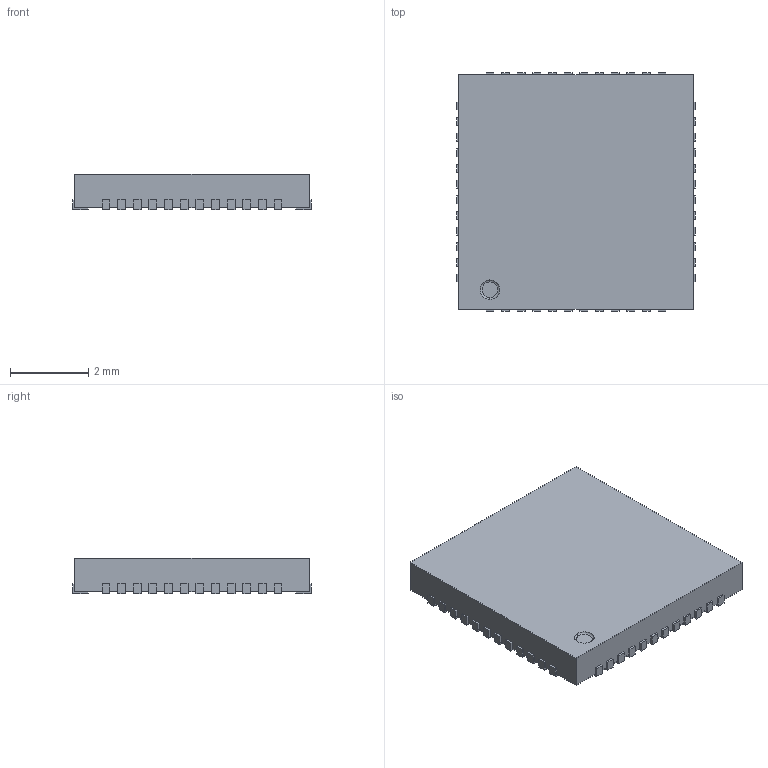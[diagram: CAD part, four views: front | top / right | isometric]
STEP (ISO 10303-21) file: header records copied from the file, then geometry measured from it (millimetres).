
FILE_DESCRIPTION (( 'STEP AP214' ), '1' );
FILE_NAME ( 'ESPRESSIF_QFN48P40_600X600X90L40X20N.STEP', '2022-06-15T20:31:16', ( '' ), ( '' ), '', '©2017 PCB Libraries, Inc.', '' );
FILE_SCHEMA (( 'AUTOMOTIVE_DESIGN' ));
Length unit declared in the file: millimetre
Products named in the file (1): ESPRESSIF_QFN48P40_600X600X90L40X20N
Bounding box: 6.1 x 6.1 x 0.9 mm (x, y, z)
Volume: 30.9 mm3; surface area: 107.8 mm2
Topology: 49 solids, 49 shells, 393 faces, 882 edges, 588 vertices
Faces by surface type: plane 391, torus 2
Entity records: 12311 total; most frequent: CARTESIAN_POINT 1864, ORIENTED_EDGE 1764, DIRECTION 1676, EDGE_CURVE 882, VECTOR 876, LINE 876, VERTEX_POINT 588, STYLED_ITEM 443
